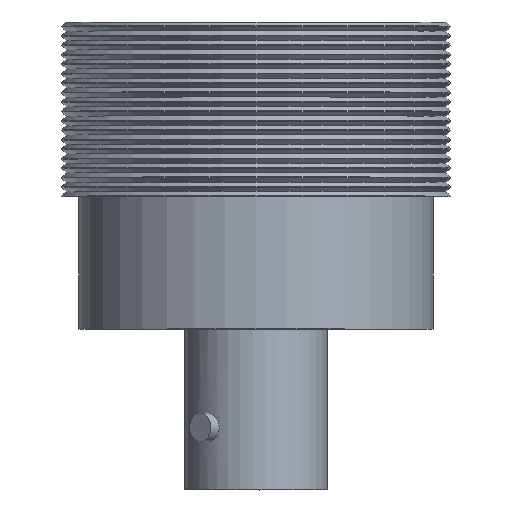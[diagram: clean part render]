
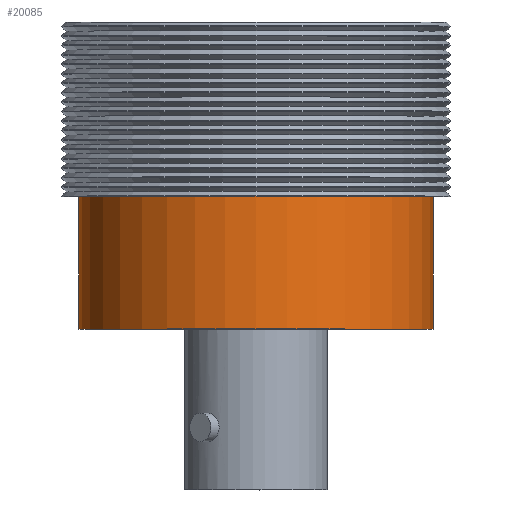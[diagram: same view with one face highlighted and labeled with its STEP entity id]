
A CAD part, top view. The second image highlights one B-rep face of the part: STEP entity #20085.
In plain terms, the highlighted cylindrical face has radius 11.9 mm (diameter 23.8 mm), a full revolution.
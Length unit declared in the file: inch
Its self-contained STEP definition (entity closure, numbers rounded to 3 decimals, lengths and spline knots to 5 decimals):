
#395 = DIRECTION ( 'NONE',  ( 0., 0., -1. ) ) ;
#1771 = AXIS2_PLACEMENT_3D ( 'NONE', #15918, #6201, #17543 ) ;
#1982 = DIRECTION ( 'NONE',  ( 0., -1., 0. ) ) ;
#3973 = EDGE_CURVE ( 'NONE', #15440, #15440, #7486, .T. ) ;
#5858 = CYLINDRICAL_SURFACE ( 'NONE', #7331, 0.4685 ) ;
#5920 = ORIENTED_EDGE ( 'NONE', *, *, #10010, .F. ) ;
#6201 = DIRECTION ( 'NONE',  ( 0., -1., 0. ) ) ;
#7331 = AXIS2_PLACEMENT_3D ( 'NONE', #11692, #1982, #19867 ) ;
#7486 = CIRCLE ( 'NONE', #21056, 0.4685 ) ;
#8168 = ORIENTED_EDGE ( 'NONE', *, *, #3973, .T. ) ;
#10010 = EDGE_CURVE ( 'NONE', #17183, #17183, #16343, .T. ) ;
#10107 = DIRECTION ( 'NONE',  ( 0., -1., 0. ) ) ;
#11692 = CARTESIAN_POINT ( 'NONE',  ( 0., -0.69866, 0. ) ) ;
#12684 = FACE_OUTER_BOUND ( 'NONE', #15336, .T. ) ;
#14926 = CARTESIAN_POINT ( 'NONE',  ( 0., 0., -0.4685 ) ) ;
#15077 = EDGE_LOOP ( 'NONE', ( #5920 ) ) ;
#15336 = EDGE_LOOP ( 'NONE', ( #8168 ) ) ;
#15440 = VERTEX_POINT ( 'NONE', #16409 ) ;
#15918 = CARTESIAN_POINT ( 'NONE',  ( 0., 0., 0. ) ) ;
#16343 = CIRCLE ( 'NONE', #1771, 0.4685 ) ;
#16409 = CARTESIAN_POINT ( 'NONE',  ( 0., 0.351, -0.4685 ) ) ;
#16500 = FACE_OUTER_BOUND ( 'NONE', #15077, .T. ) ;
#17183 = VERTEX_POINT ( 'NONE', #14926 ) ;
#17543 = DIRECTION ( 'NONE',  ( 0., 0., -1. ) ) ;
#19843 = CARTESIAN_POINT ( 'NONE',  ( 0., 0.351, 0. ) ) ;
#19867 = DIRECTION ( 'NONE',  ( 0., 0., -1. ) ) ;
#20085 = ADVANCED_FACE ( 'NONE', ( #16500, #12684 ), #5858, .T. ) ;
#21056 = AXIS2_PLACEMENT_3D ( 'NONE', #19843, #10107, #395 ) ;
